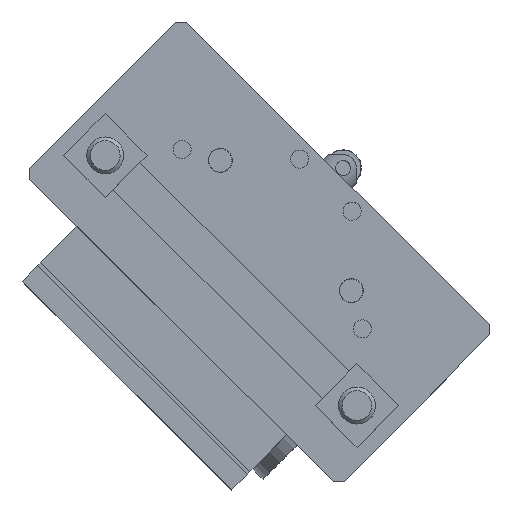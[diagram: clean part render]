
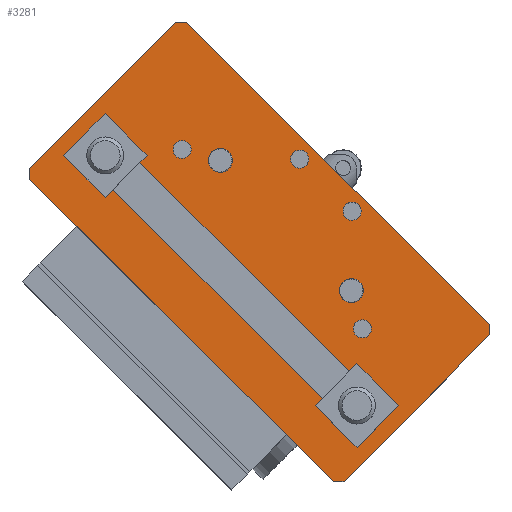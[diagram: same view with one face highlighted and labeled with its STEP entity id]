
A CAD part, top view. The second image highlights one B-rep face of the part: STEP entity #3281.
In plain terms, the highlighted planar face has unit normal (0, 0, 1).
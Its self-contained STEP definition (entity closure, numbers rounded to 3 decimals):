
#110=FACE_BOUND('',#1330,.T.);
#111=FACE_BOUND('',#1331,.T.);
#112=FACE_BOUND('',#1332,.T.);
#113=FACE_BOUND('',#1333,.T.);
#114=FACE_BOUND('',#1334,.T.);
#115=FACE_BOUND('',#1335,.T.);
#116=FACE_BOUND('',#1336,.T.);
#117=FACE_BOUND('',#1337,.T.);
#118=FACE_BOUND('',#1338,.T.);
#247=CIRCLE('',#3595,1.23);
#248=CIRCLE('',#3597,1.23);
#249=CIRCLE('',#3599,1.23);
#250=CIRCLE('',#3601,1.23);
#251=CIRCLE('',#3608,2.75);
#252=CIRCLE('',#3609,2.75);
#253=CIRCLE('',#3610,1.621);
#254=CIRCLE('',#3611,1.621);
#491=LINE('',#5485,#699);
#501=LINE('',#5505,#709);
#502=LINE('',#5529,#710);
#508=LINE('',#5540,#716);
#509=LINE('',#5542,#717);
#511=LINE('',#5546,#719);
#517=LINE('',#5556,#725);
#518=LINE('',#5559,#726);
#519=LINE('',#5560,#727);
#520=LINE('',#5570,#728);
#521=LINE('',#5572,#729);
#522=LINE('',#5573,#730);
#699=VECTOR('',#4371,28.);
#709=VECTOR('',#4385,40.);
#710=VECTOR('',#4416,1.414);
#716=VECTOR('',#4424,58.);
#717=VECTOR('',#4427,1.414);
#719=VECTOR('',#4431,1.414);
#725=VECTOR('',#4439,58.);
#726=VECTOR('',#4442,28.);
#727=VECTOR('',#4443,1.414);
#728=VECTOR('',#4452,5.2);
#729=VECTOR('',#4453,5.2);
#730=VECTOR('',#4454,40.);
#853=PLANE('',#3607);
#1047=FACE_OUTER_BOUND('',#1329,.T.);
#1329=EDGE_LOOP('',(#2783,#2784,#2785,#2786,#2787,#2788,#2789,#2790));
#1330=EDGE_LOOP('',(#2791));
#1331=EDGE_LOOP('',(#2792));
#1332=EDGE_LOOP('',(#2793));
#1333=EDGE_LOOP('',(#2794));
#1334=EDGE_LOOP('',(#2795));
#1335=EDGE_LOOP('',(#2796));
#1336=EDGE_LOOP('',(#2797));
#1337=EDGE_LOOP('',(#2798));
#1338=EDGE_LOOP('',(#2799,#2800,#2801,#2802));
#1666=VERTEX_POINT('',#5483);
#1667=VERTEX_POINT('',#5484);
#1674=VERTEX_POINT('',#5501);
#1675=VERTEX_POINT('',#5503);
#1678=VERTEX_POINT('',#5515);
#1679=VERTEX_POINT('',#5518);
#1680=VERTEX_POINT('',#5521);
#1681=VERTEX_POINT('',#5524);
#1682=VERTEX_POINT('',#5527);
#1683=VERTEX_POINT('',#5528);
#1687=VERTEX_POINT('',#5537);
#1688=VERTEX_POINT('',#5545);
#1691=VERTEX_POINT('',#5552);
#1692=VERTEX_POINT('',#5558);
#1693=VERTEX_POINT('',#5561);
#1694=VERTEX_POINT('',#5563);
#1695=VERTEX_POINT('',#5565);
#1696=VERTEX_POINT('',#5567);
#1697=VERTEX_POINT('',#5569);
#1698=VERTEX_POINT('',#5571);
#2040=EDGE_CURVE('',#1666,#1667,#491,.T.);
#2050=EDGE_CURVE('',#1674,#1675,#501,.T.);
#2055=EDGE_CURVE('',#1678,#1678,#247,.T.);
#2056=EDGE_CURVE('',#1679,#1679,#248,.T.);
#2057=EDGE_CURVE('',#1680,#1680,#249,.T.);
#2058=EDGE_CURVE('',#1681,#1681,#250,.T.);
#2059=EDGE_CURVE('',#1682,#1683,#502,.T.);
#2065=EDGE_CURVE('',#1683,#1687,#508,.T.);
#2066=EDGE_CURVE('',#1687,#1666,#509,.T.);
#2068=EDGE_CURVE('',#1667,#1688,#511,.T.);
#2074=EDGE_CURVE('',#1688,#1691,#517,.T.);
#2075=EDGE_CURVE('',#1692,#1682,#518,.T.);
#2076=EDGE_CURVE('',#1691,#1692,#519,.T.);
#2077=EDGE_CURVE('',#1693,#1693,#251,.T.);
#2078=EDGE_CURVE('',#1694,#1694,#252,.T.);
#2079=EDGE_CURVE('',#1695,#1695,#253,.T.);
#2080=EDGE_CURVE('',#1696,#1696,#254,.T.);
#2081=EDGE_CURVE('',#1674,#1697,#520,.T.);
#2082=EDGE_CURVE('',#1675,#1698,#521,.T.);
#2083=EDGE_CURVE('',#1698,#1697,#522,.T.);
#2783=ORIENTED_EDGE('',*,*,#2075,.F.);
#2784=ORIENTED_EDGE('',*,*,#2076,.F.);
#2785=ORIENTED_EDGE('',*,*,#2074,.F.);
#2786=ORIENTED_EDGE('',*,*,#2068,.F.);
#2787=ORIENTED_EDGE('',*,*,#2040,.F.);
#2788=ORIENTED_EDGE('',*,*,#2066,.F.);
#2789=ORIENTED_EDGE('',*,*,#2065,.F.);
#2790=ORIENTED_EDGE('',*,*,#2059,.F.);
#2791=ORIENTED_EDGE('',*,*,#2077,.F.);
#2792=ORIENTED_EDGE('',*,*,#2078,.F.);
#2793=ORIENTED_EDGE('',*,*,#2058,.T.);
#2794=ORIENTED_EDGE('',*,*,#2057,.T.);
#2795=ORIENTED_EDGE('',*,*,#2056,.T.);
#2796=ORIENTED_EDGE('',*,*,#2055,.T.);
#2797=ORIENTED_EDGE('',*,*,#2079,.T.);
#2798=ORIENTED_EDGE('',*,*,#2080,.T.);
#2799=ORIENTED_EDGE('',*,*,#2081,.F.);
#2800=ORIENTED_EDGE('',*,*,#2050,.T.);
#2801=ORIENTED_EDGE('',*,*,#2082,.T.);
#2802=ORIENTED_EDGE('',*,*,#2083,.T.);
#3281=ADVANCED_FACE('',(#1047,#110,#111,#112,#113,#114,#115,#116,#117,#118),
#853,.T.);
#3595=AXIS2_PLACEMENT_3D('',#5516,#4400,#4401);
#3597=AXIS2_PLACEMENT_3D('',#5519,#4404,#4405);
#3599=AXIS2_PLACEMENT_3D('',#5522,#4408,#4409);
#3601=AXIS2_PLACEMENT_3D('',#5525,#4412,#4413);
#3607=AXIS2_PLACEMENT_3D('',#5557,#4440,#4441);
#3608=AXIS2_PLACEMENT_3D('',#5562,#4444,#4445);
#3609=AXIS2_PLACEMENT_3D('',#5564,#4446,#4447);
#3610=AXIS2_PLACEMENT_3D('',#5566,#4448,#4449);
#3611=AXIS2_PLACEMENT_3D('',#5568,#4450,#4451);
#4371=DIRECTION('',(-0.705,-0.709,0.));
#4385=DIRECTION('',(0.709,-0.705,0.));
#4400=DIRECTION('center_axis',(0.,0.,
-1.));
#4401=DIRECTION('ref_axis',(-0.709,0.705,0.));
#4404=DIRECTION('center_axis',(0.,0.,
-1.));
#4405=DIRECTION('ref_axis',(-0.709,0.705,0.));
#4408=DIRECTION('center_axis',(0.,0.,
-1.));
#4409=DIRECTION('ref_axis',(-0.709,0.705,0.));
#4412=DIRECTION('center_axis',(0.,0.,
-1.));
#4413=DIRECTION('ref_axis',(-0.709,0.705,0.));
#4416=DIRECTION('',(1.,0.003,0.));
#4424=DIRECTION('',(0.709,-0.705,0.));
#4427=DIRECTION('',(0.003,-1.,0.));
#4431=DIRECTION('',(-1.,-0.003,0.));
#4439=DIRECTION('',(-0.709,0.705,0.));
#4440=DIRECTION('center_axis',(0.,0.,
1.));
#4441=DIRECTION('ref_axis',(0.709,-0.705,0.));
#4442=DIRECTION('',(0.705,0.709,0.));
#4443=DIRECTION('',(-0.003,1.,0.));
#4444=DIRECTION('center_axis',(0.,0.,
1.));
#4445=DIRECTION('ref_axis',(-0.709,0.705,0.));
#4446=DIRECTION('center_axis',(0.,0.,
1.));
#4447=DIRECTION('ref_axis',(-0.709,0.705,0.));
#4448=DIRECTION('center_axis',(0.,0.,
-1.));
#4449=DIRECTION('ref_axis',(-0.709,0.705,0.));
#4450=DIRECTION('center_axis',(0.,0.,
-1.));
#4451=DIRECTION('ref_axis',(-0.709,0.705,0.));
#4452=DIRECTION('',(-0.705,-0.709,0.));
#4453=DIRECTION('',(-0.705,-0.709,0.));
#4454=DIRECTION('',(-0.709,0.705,0.));
#5483=CARTESIAN_POINT('',(682.866,80.638,36.384));
#5484=CARTESIAN_POINT('',(663.128,60.778,36.384));
#5485=CARTESIAN_POINT('',(683.571,81.347,36.384));
#5501=CARTESIAN_POINT('',(635.489,103.898,36.384));
#5503=CARTESIAN_POINT('',(663.86,75.7,36.384));
#5505=CARTESIAN_POINT('',(660.313,79.225,36.384));
#5515=CARTESIAN_POINT('',(666.482,80.566,36.384));
#5516=CARTESIAN_POINT('Origin',(665.61,81.433,36.384));
#5518=CARTESIAN_POINT('',(665.09,96.472,36.384));
#5519=CARTESIAN_POINT('Origin',(664.218,97.339,36.384));
#5521=CARTESIAN_POINT('',(657.997,103.522,36.384));
#5522=CARTESIAN_POINT('Origin',(657.125,104.388,36.384));
#5524=CARTESIAN_POINT('',(642.083,104.816,36.384));
#5525=CARTESIAN_POINT('Origin',(641.211,105.683,36.384));
#5527=CARTESIAN_POINT('',(640.31,122.934,36.384));
#5528=CARTESIAN_POINT('',(641.724,122.938,36.384));
#5529=CARTESIAN_POINT('',(646.32,122.952,36.384));
#5537=CARTESIAN_POINT('',(682.862,82.052,36.384));
#5540=CARTESIAN_POINT('',(641.015,123.643,36.384));
#5542=CARTESIAN_POINT('',(682.848,86.648,36.384));
#5545=CARTESIAN_POINT('',(661.713,60.774,36.384));
#5546=CARTESIAN_POINT('',(657.117,60.76,36.384));
#5552=CARTESIAN_POINT('',(620.576,101.66,36.384));
#5556=CARTESIAN_POINT('',(662.423,60.069,36.384));
#5557=CARTESIAN_POINT('Origin',(651.719,91.856,36.384));
#5558=CARTESIAN_POINT('',(620.572,103.074,36.384));
#5559=CARTESIAN_POINT('',(619.867,102.365,36.384));
#5560=CARTESIAN_POINT('',(620.59,97.064,36.384));
#5561=CARTESIAN_POINT('',(629.622,102.398,36.384));
#5562=CARTESIAN_POINT('Origin',(630.819,104.873,36.384));
#5563=CARTESIAN_POINT('',(663.667,68.561,36.384));
#5564=CARTESIAN_POINT('Origin',(664.864,71.036,36.384));
#5565=CARTESIAN_POINT('',(647.527,103.071,36.384));
#5566=CARTESIAN_POINT('Origin',(646.378,104.214,36.384));
#5567=CARTESIAN_POINT('',(665.259,85.448,36.384));
#5568=CARTESIAN_POINT('Origin',(664.109,86.59,36.384));
#5569=CARTESIAN_POINT('',(631.823,100.21,36.384));
#5570=CARTESIAN_POINT('',(648.107,116.594,36.384));
#5571=CARTESIAN_POINT('',(660.194,72.012,36.384));
#5572=CARTESIAN_POINT('',(676.478,88.396,36.384));
#5573=CARTESIAN_POINT('',(656.648,75.537,36.384));
